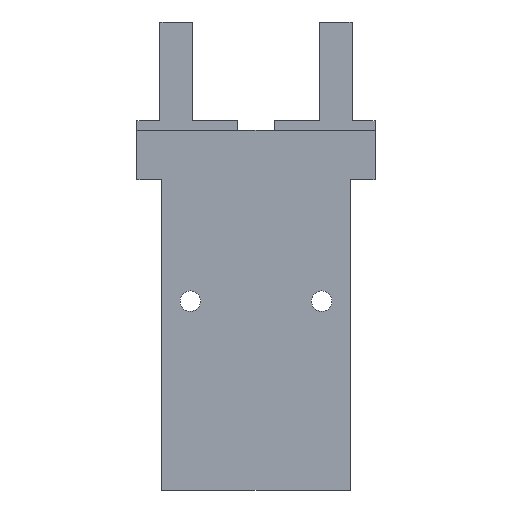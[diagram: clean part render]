
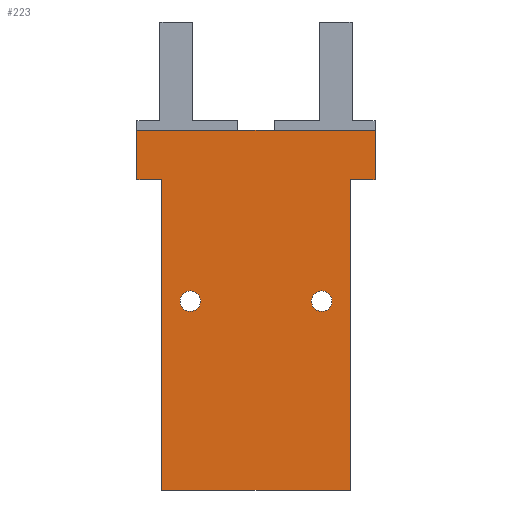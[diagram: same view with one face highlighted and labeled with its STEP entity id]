
A CAD part, left-side view. The second image highlights one B-rep face of the part: STEP entity #223.
In plain terms, the highlighted face is planar.
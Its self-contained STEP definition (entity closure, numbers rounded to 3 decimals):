
#223=ADVANCED_FACE('',(#452,#453,#454),#455,.T.);
#452=FACE_OUTER_BOUND('',#686,.T.);
#453=FACE_BOUND('',#687,.T.);
#454=FACE_BOUND('',#688,.T.);
#455=PLANE('',#689);
#686=EDGE_LOOP('',(#1077,#1078,#1079,#1080,#1081,#1082,#1083,#1084));
#687=EDGE_LOOP('',(#1085));
#688=EDGE_LOOP('',(#1086));
#689=AXIS2_PLACEMENT_3D('',#1087,#1088,#1089);
#1077=ORIENTED_EDGE('',*,*,#1423,.F.);
#1078=ORIENTED_EDGE('',*,*,#1424,.F.);
#1079=ORIENTED_EDGE('',*,*,#1376,.F.);
#1080=ORIENTED_EDGE('',*,*,#1425,.F.);
#1081=ORIENTED_EDGE('',*,*,#1293,.F.);
#1082=ORIENTED_EDGE('',*,*,#1290,.F.);
#1083=ORIENTED_EDGE('',*,*,#1314,.F.);
#1084=ORIENTED_EDGE('',*,*,#1380,.F.);
#1085=ORIENTED_EDGE('',*,*,#1339,.F.);
#1086=ORIENTED_EDGE('',*,*,#1342,.F.);
#1087=CARTESIAN_POINT('',(0.,-11.5,-8.2));
#1088=DIRECTION('',(0.0,0.0,-1.0));
#1089=DIRECTION('',(0.0,-1.0,0.0));
#1290=EDGE_CURVE('',#1490,#1486,#1492,.T.);
#1293=EDGE_CURVE('',#1486,#1496,#1497,.T.);
#1314=EDGE_CURVE('',#1535,#1490,#1537,.T.);
#1339=EDGE_CURVE('',#1579,#1579,#1580,.T.);
#1342=EDGE_CURVE('',#1584,#1584,#1585,.T.);
#1376=EDGE_CURVE('',#1631,#1627,#1633,.T.);
#1380=EDGE_CURVE('',#1637,#1535,#1639,.T.);
#1423=EDGE_CURVE('',#1699,#1637,#1700,.T.);
#1424=EDGE_CURVE('',#1627,#1699,#1701,.T.);
#1425=EDGE_CURVE('',#1496,#1631,#1702,.T.);
#1486=VERTEX_POINT('',#1784);
#1490=VERTEX_POINT('',#1790);
#1492=LINE('',#1793,#1794);
#1496=VERTEX_POINT('',#1798);
#1497=LINE('',#1799,#1800);
#1535=VERTEX_POINT('',#1856);
#1537=LINE('',#1859,#1860);
#1579=VERTEX_POINT('',#1913);
#1580=CIRCLE('',#1914,1.25);
#1584=VERTEX_POINT('',#1918);
#1585=CIRCLE('',#1919,1.25);
#1627=VERTEX_POINT('',#1974);
#1631=VERTEX_POINT('',#1980);
#1633=LINE('',#1983,#1984);
#1637=VERTEX_POINT('',#1989);
#1639=LINE('',#1992,#1993);
#1699=VERTEX_POINT('',#2070);
#1700=LINE('',#2071,#2072);
#1701=LINE('',#2073,#2074);
#1702=LINE('',#2075,#2076);
#1784=CARTESIAN_POINT('',(0.0,11.5,-8.2));
#1790=CARTESIAN_POINT('',(37.8,11.5,-8.2));
#1793=CARTESIAN_POINT('',(37.8,11.5,-8.2));
#1794=VECTOR('',#2191,1.0);
#1798=CARTESIAN_POINT('',(0.0,14.5,-8.2));
#1799=CARTESIAN_POINT('',(0.0,11.5,-8.2));
#1800=VECTOR('',#2195,1.0);
#1856=CARTESIAN_POINT('',(37.8,-11.5,-8.2));
#1859=CARTESIAN_POINT('',(37.8,-11.5,-8.2));
#1860=VECTOR('',#2215,1.0);
#1913=CARTESIAN_POINT('',(13.55,-8.0,-8.2));
#1914=AXIS2_PLACEMENT_3D('',#2254,#2255,#2256);
#1918=CARTESIAN_POINT('',(13.55,8.0,-8.2));
#1919=AXIS2_PLACEMENT_3D('',#2260,#2261,#2262);
#1974=CARTESIAN_POINT('',(-6.0,-14.5,-8.2));
#1980=CARTESIAN_POINT('',(-6.0,14.5,-8.2));
#1983=CARTESIAN_POINT('',(-6.0,14.5,-8.2));
#1984=VECTOR('',#2294,1.0);
#1989=CARTESIAN_POINT('',(0.,-11.5,-8.2));
#1992=CARTESIAN_POINT('',(0.,-11.5,-8.2));
#1993=VECTOR('',#2297,1.0);
#2070=CARTESIAN_POINT('',(0.,-14.5,-8.2));
#2071=CARTESIAN_POINT('',(0.,-14.5,-8.2));
#2072=VECTOR('',#2333,1.0);
#2073=CARTESIAN_POINT('',(-6.0,-14.5,-8.2));
#2074=VECTOR('',#2334,1.0);
#2075=CARTESIAN_POINT('',(0.0,14.5,-8.2));
#2076=VECTOR('',#2335,1.0);
#2191=DIRECTION('',(-1.0,0.,0.0));
#2195=DIRECTION('',(0.0,1.0,0.0));
#2215=DIRECTION('',(0.,1.0,0.0));
#2254=CARTESIAN_POINT('',(14.8,-8.0,-8.2));
#2255=DIRECTION('',(0.0,0.0,-1.0));
#2256=DIRECTION('',(-1.0,0.0,0.0));
#2260=CARTESIAN_POINT('',(14.8,8.0,-8.2));
#2261=DIRECTION('',(0.0,0.0,-1.0));
#2262=DIRECTION('',(-1.0,0.0,0.0));
#2294=DIRECTION('',(0.,-1.0,0.0));
#2297=DIRECTION('',(1.0,0.,0.0));
#2333=DIRECTION('',(0.,1.0,0.0));
#2334=DIRECTION('',(1.0,0.,0.0));
#2335=DIRECTION('',(-1.0,0.,0.0));
